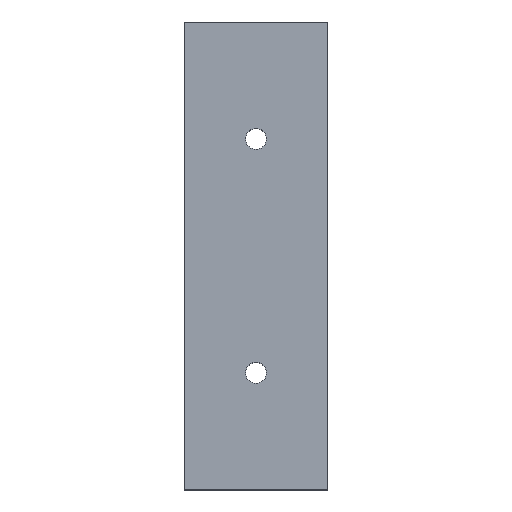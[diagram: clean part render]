
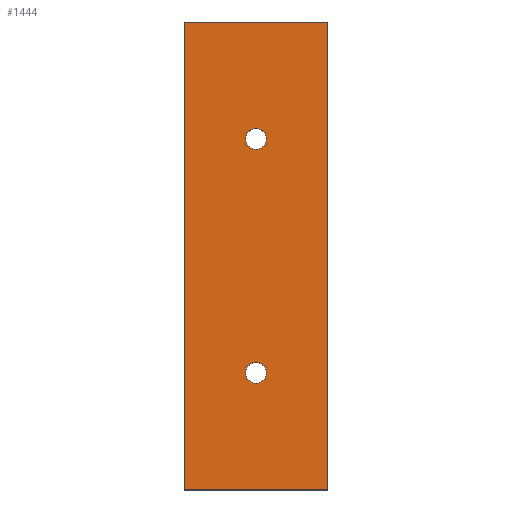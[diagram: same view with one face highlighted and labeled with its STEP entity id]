
A CAD part, top view. The second image highlights one B-rep face of the part: STEP entity #1444.
In plain terms, the highlighted planar face has unit normal (0, 0, 1).
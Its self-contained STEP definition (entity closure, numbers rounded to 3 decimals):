
#1299=CARTESIAN_POINT('',(6.75,-75.,92.));
#1300=VERTEX_POINT('',#1299);
#1301=CARTESIAN_POINT('',(0.,-75.,92.));
#1302=DIRECTION('',(0.0,0.0,-1.0));
#1303=DIRECTION('',(1.0,0.0,0.0));
#1304=AXIS2_PLACEMENT_3D('',#1301,#1302,#1303);
#1305=CIRCLE('',#1304,6.75);
#1306=EDGE_CURVE('',#1300,#1300,#1305,.T.);
#1340=CARTESIAN_POINT('',(6.75,75.,92.0));
#1341=VERTEX_POINT('',#1340);
#1342=CARTESIAN_POINT('',(0.,75.,92.0));
#1343=DIRECTION('',(0.0,0.0,-1.0));
#1344=DIRECTION('',(1.0,0.0,0.0));
#1345=AXIS2_PLACEMENT_3D('',#1342,#1343,#1344);
#1346=CIRCLE('',#1345,6.75);
#1347=EDGE_CURVE('',#1341,#1341,#1346,.T.);
#1360=CARTESIAN_POINT('',(46.,150.,92.0));
#1361=VERTEX_POINT('',#1360);
#1362=CARTESIAN_POINT('',(46.,-150.,92.));
#1363=VERTEX_POINT('',#1362);
#1364=CARTESIAN_POINT('',(46.,150.,92.0));
#1365=DIRECTION('',(0.0,-1.0,0.0));
#1366=VECTOR('',#1365,300.0);
#1367=LINE('',#1364,#1366);
#1368=EDGE_CURVE('',#1361,#1363,#1367,.T.);
#1391=CARTESIAN_POINT('',(-46.,-150.,92.));
#1392=VERTEX_POINT('',#1391);
#1393=CARTESIAN_POINT('',(-46.,150.,92.0));
#1394=VERTEX_POINT('',#1393);
#1395=CARTESIAN_POINT('',(-46.,-150.,92.));
#1396=DIRECTION('',(0.0,1.0,0.0));
#1397=VECTOR('',#1396,300.0);
#1398=LINE('',#1395,#1397);
#1399=EDGE_CURVE('',#1392,#1394,#1398,.T.);
#1417=CARTESIAN_POINT('',(0.,0.,92.));
#1418=DIRECTION('',(0.0,0.0,1.0));
#1419=DIRECTION('',(1.0,0.0,0.0));
#1420=AXIS2_PLACEMENT_3D('',#1417,#1418,#1419);
#1421=PLANE('',#1420);
#1422=ORIENTED_EDGE('',*,*,#1368,.F.);
#1423=CARTESIAN_POINT('',(-46.,150.,92.0));
#1424=DIRECTION('',(1.0,0.0,0.0));
#1425=VECTOR('',#1424,92.);
#1426=LINE('',#1423,#1425);
#1427=EDGE_CURVE('',#1394,#1361,#1426,.T.);
#1428=ORIENTED_EDGE('',*,*,#1427,.F.);
#1429=ORIENTED_EDGE('',*,*,#1399,.F.);
#1430=CARTESIAN_POINT('',(46.,-150.,92.));
#1431=DIRECTION('',(-1.0,0.0,0.0));
#1432=VECTOR('',#1431,92.);
#1433=LINE('',#1430,#1432);
#1434=EDGE_CURVE('',#1363,#1392,#1433,.T.);
#1435=ORIENTED_EDGE('',*,*,#1434,.F.);
#1436=EDGE_LOOP('',(#1422,#1428,#1429,#1435));
#1437=FACE_OUTER_BOUND('',#1436,.T.);
#1438=ORIENTED_EDGE('',*,*,#1306,.T.);
#1439=EDGE_LOOP('',(#1438));
#1440=FACE_BOUND('',#1439,.T.);
#1441=ORIENTED_EDGE('',*,*,#1347,.T.);
#1442=EDGE_LOOP('',(#1441));
#1443=FACE_BOUND('',#1442,.T.);
#1444=ADVANCED_FACE('',(#1437,#1440,#1443),#1421,.T.);
